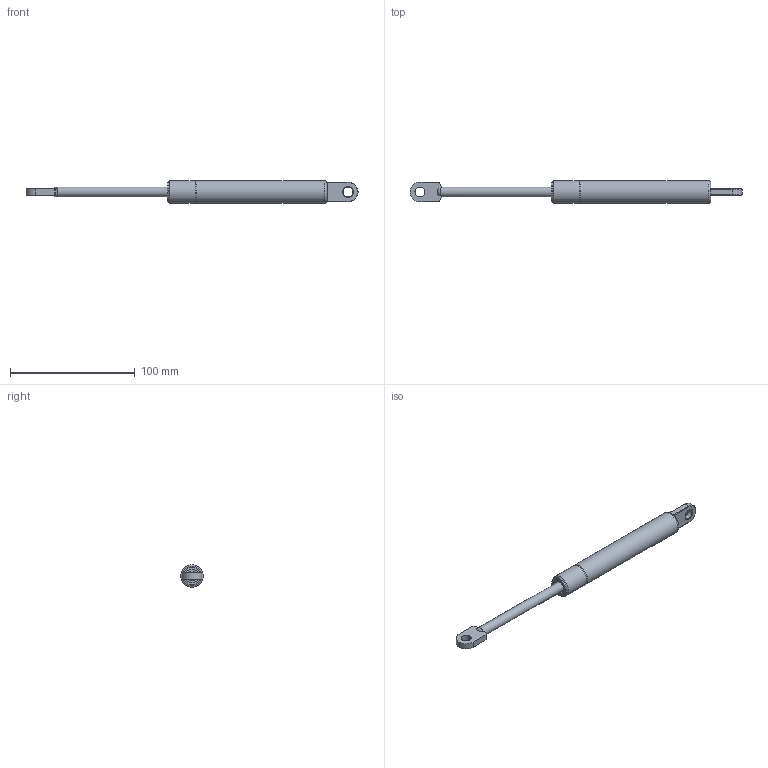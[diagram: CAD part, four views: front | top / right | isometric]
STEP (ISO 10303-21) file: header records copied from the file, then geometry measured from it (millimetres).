
FILE_DESCRIPTION(/* description */ (''),/* implementation_level */ '2;1');
FILE_NAME(/* name */ 'DR_SB-250.stp',/* time_stamp */ '2017-09-18T14:19:27+09:00',/* author */ ('user'),/* organization */ (''),/* preprocessor_version */ 'ST-DEVELOPER v15.6',/* originating_system */ 'Autodesk Inventor 2015',/* authorisation */ '');
FILE_SCHEMA (('AUTOMOTIVE_DESIGN { 1 0 10303 214 3 1 1 }'));
Length unit declared in the file: millimetre
Products named in the file (4): DR_SB250-BASE; DR_SB250-RING; DR_SB250-SUPPORT; DR_SB-250
Bounding box: 266 x 18 x 18 mm (x, y, z)
Volume: 23893.7 mm3; surface area: 19366.2 mm2
Topology: 3 solids, 3 shells, 59 faces, 132 edges, 83 vertices
Faces by surface type: cylinder 23, plane 19, bspline 10, torus 7
Full cylindrical faces by diameter (mm): 8 x4, 11 x1, 14 x3, 16 x1, 18 x2
Entity records: 2186 total; most frequent: CARTESIAN_POINT 870, DIRECTION 251, ORIENTED_EDGE 226, EDGE_CURVE 113, AXIS2_PLACEMENT_3D 109, EDGE_LOOP 84, VERTEX_POINT 79, FACE_OUTER_BOUND 59
